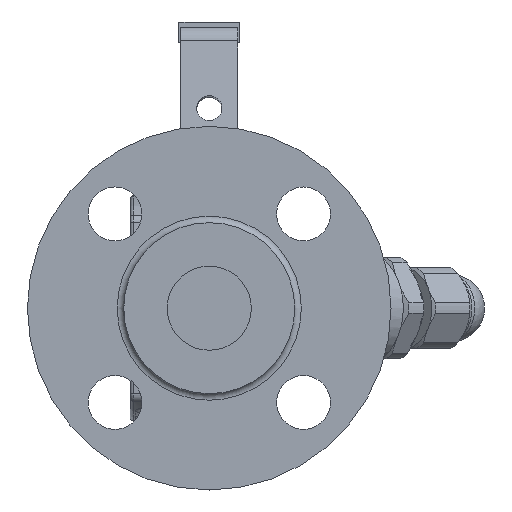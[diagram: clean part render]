
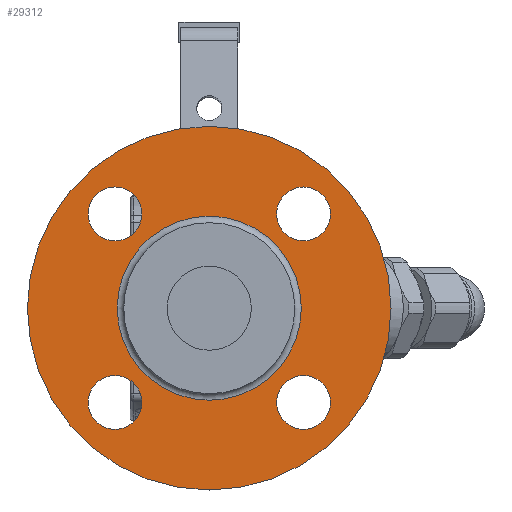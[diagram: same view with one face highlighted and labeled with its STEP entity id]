
A CAD part, left-side view. The second image highlights one B-rep face of the part: STEP entity #29312.
In plain terms, the highlighted planar face has unit normal (-1, 0, 0).
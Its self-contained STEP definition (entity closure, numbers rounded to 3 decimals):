
#5453=FACE_BOUND('',#10011,.T.);
#5454=FACE_BOUND('',#10012,.T.);
#5455=FACE_BOUND('',#10013,.T.);
#5456=FACE_BOUND('',#10014,.T.);
#5457=FACE_BOUND('',#10015,.T.);
#6036=PLANE('',#32321);
#8118=FACE_OUTER_BOUND('',#10010,.T.);
#10010=EDGE_LOOP('',(#26007));
#10011=EDGE_LOOP('',(#26008));
#10012=EDGE_LOOP('',(#26009));
#10013=EDGE_LOOP('',(#26010));
#10014=EDGE_LOOP('',(#26011));
#10015=EDGE_LOOP('',(#26012));
#11532=CIRCLE('',#32318,27.336);
#11535=CIRCLE('',#32322,54.);
#11536=CIRCLE('',#32323,8.);
#11537=CIRCLE('',#32324,8.);
#11538=CIRCLE('',#32325,8.);
#11539=CIRCLE('',#32326,8.);
#14071=VERTEX_POINT('',#60433);
#14073=VERTEX_POINT('',#60439);
#14074=VERTEX_POINT('',#60441);
#14075=VERTEX_POINT('',#60443);
#14076=VERTEX_POINT('',#60445);
#14077=VERTEX_POINT('',#60447);
#18126=EDGE_CURVE('',#14071,#14071,#11532,.T.);
#18129=EDGE_CURVE('',#14073,#14073,#11535,.T.);
#18130=EDGE_CURVE('',#14074,#14074,#11536,.T.);
#18131=EDGE_CURVE('',#14075,#14075,#11537,.T.);
#18132=EDGE_CURVE('',#14076,#14076,#11538,.T.);
#18133=EDGE_CURVE('',#14077,#14077,#11539,.T.);
#26007=ORIENTED_EDGE('',*,*,#18129,.F.);
#26008=ORIENTED_EDGE('',*,*,#18130,.T.);
#26009=ORIENTED_EDGE('',*,*,#18131,.T.);
#26010=ORIENTED_EDGE('',*,*,#18132,.T.);
#26011=ORIENTED_EDGE('',*,*,#18133,.T.);
#26012=ORIENTED_EDGE('',*,*,#18126,.F.);
#29312=ADVANCED_FACE('',(#8118,#5453,#5454,#5455,#5456,#5457),#6036,.F.);
#32318=AXIS2_PLACEMENT_3D('',#60434,#39286,#39287);
#32321=AXIS2_PLACEMENT_3D('',#60438,#39292,#39293);
#32322=AXIS2_PLACEMENT_3D('',#60440,#39294,#39295);
#32323=AXIS2_PLACEMENT_3D('',#60442,#39296,#39297);
#32324=AXIS2_PLACEMENT_3D('',#60444,#39298,#39299);
#32325=AXIS2_PLACEMENT_3D('',#60446,#39300,#39301);
#32326=AXIS2_PLACEMENT_3D('',#60448,#39302,#39303);
#39286=DIRECTION('center_axis',(-1.,0.,0.));
#39287=DIRECTION('ref_axis',(0.,0.,
1.));
#39292=DIRECTION('center_axis',(1.,0.,0.));
#39293=DIRECTION('ref_axis',(0.,0.,
-1.));
#39294=DIRECTION('center_axis',(1.,0.,0.));
#39295=DIRECTION('ref_axis',(0.,0.,
-1.));
#39296=DIRECTION('center_axis',(1.,0.,0.));
#39297=DIRECTION('ref_axis',(0.,0.,
1.));
#39298=DIRECTION('center_axis',(1.,0.,0.));
#39299=DIRECTION('ref_axis',(0.,-1.,0.));
#39300=DIRECTION('center_axis',(1.,0.,0.));
#39301=DIRECTION('ref_axis',(0.,0.,
-1.));
#39302=DIRECTION('center_axis',(1.,0.,0.));
#39303=DIRECTION('ref_axis',(0.,1.,0.));
#60433=CARTESIAN_POINT('',(-187.036,18.833,-28.854));
#60434=CARTESIAN_POINT('Origin',(-187.036,18.833,-1.517));
#60438=CARTESIAN_POINT('Origin',(-187.036,18.833,-1.517));
#60439=CARTESIAN_POINT('',(-187.036,18.833,52.483));
#60440=CARTESIAN_POINT('Origin',(-187.036,18.833,-1.517));
#60441=CARTESIAN_POINT('',(-187.036,46.834,18.484));
#60442=CARTESIAN_POINT('Origin',(-187.036,46.834,26.484));
#60443=CARTESIAN_POINT('',(-187.036,-1.169,26.484));
#60444=CARTESIAN_POINT('Origin',(-187.036,-9.169,26.484));
#60445=CARTESIAN_POINT('',(-187.036,-9.169,-21.518));
#60446=CARTESIAN_POINT('Origin',(-187.036,-9.169,-29.518));
#60447=CARTESIAN_POINT('',(-187.036,38.834,-29.518));
#60448=CARTESIAN_POINT('Origin',(-187.036,46.834,-29.518));
